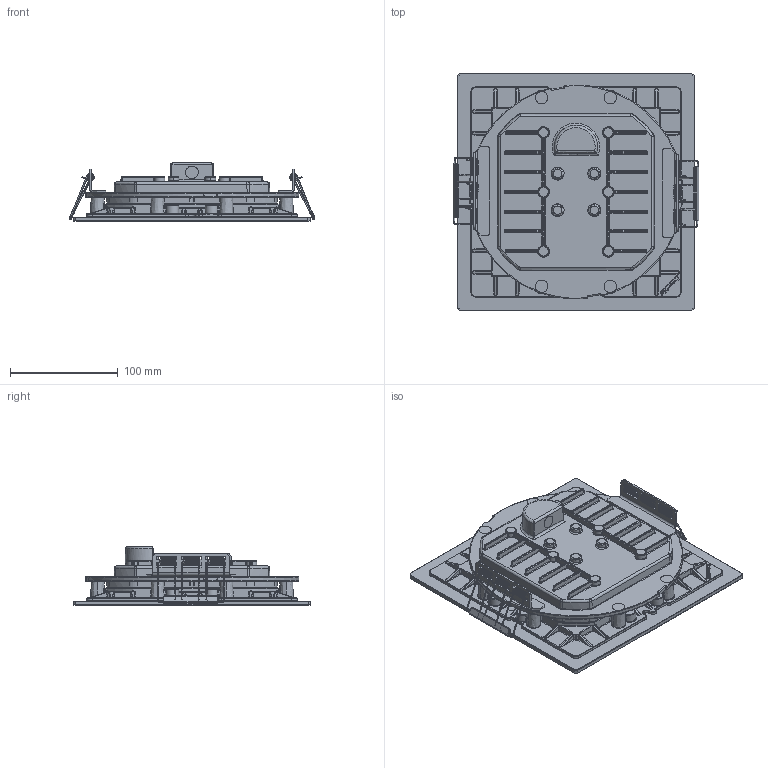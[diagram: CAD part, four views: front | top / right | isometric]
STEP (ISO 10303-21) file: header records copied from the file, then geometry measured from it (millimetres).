
FILE_DESCRIPTION(/* description */ (''),/* implementation_level */ '2;1');
FILE_NAME(/* name */ 'T4202000_EGO 220 VETRO DL FLAT QUADRO',/* time_stamp */ '2018-02-01T17:31:59+01:00',/* author */ (''),/* organization */ (''),/* preprocessor_version */ 'ST-DEVELOPER v15',/* originating_system */ '',/* authorisation */ '');
FILE_SCHEMA (('CONFIG_CONTROL_DESIGN'));
Products named in the file (1): Document
Bounding box: 227.71 x 220 x 54.6 mm (x, y, z)
Volume: 221171.3 mm3; surface area: 362859.3 mm2
Topology: 9 solids, 20 shells, 3665 faces, 9055 edges, 5233 vertices
Faces by surface type: bspline 3051, plane 614
Entity records: 166467 total; most frequent: CARTESIAN_POINT 118443, ORIENTED_EDGE 17766, EDGE_CURVE 8913, VERTEX_POINT 5238, EDGE_LOOP 3723, ADVANCED_FACE 3659, FACE_OUTER_BOUND 3659, B_SPLINE_CURVE_WITH_KNOTS 3038
